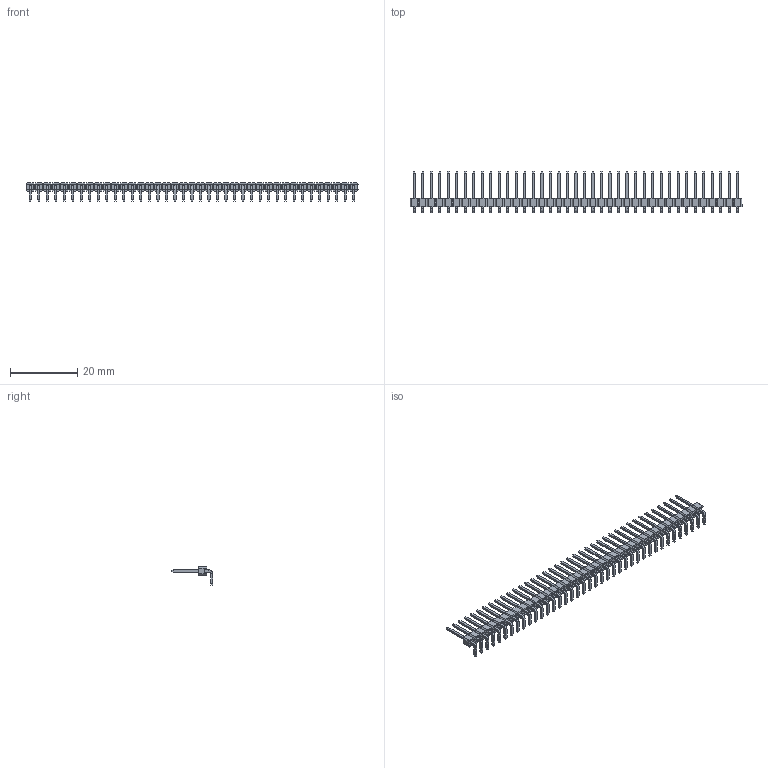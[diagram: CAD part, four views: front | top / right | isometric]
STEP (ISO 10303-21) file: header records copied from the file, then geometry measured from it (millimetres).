
FILE_DESCRIPTION (( 'STEP AP214' ), '1' );
FILE_NAME ('1x39 Male Pin Header Angle.STEP', '2021-11-12T11:22:02', ( 'M.B.I.' ), ( '' ), 'SwSTEP 2.0', '', '' );
FILE_SCHEMA (( 'AUTOMOTIVE_DESIGN' ));
Length unit declared in the file: millimetre
Products named in the file (1): 1x39 Male Pin Header Angle
Bounding box: 99.06 x 12.36 x 5.5 mm (x, y, z)
Volume: 718.6 mm3; surface area: 3038.3 mm2
Topology: 59 solids, 59 shells, 1954 faces, 4726 edges, 2890 vertices
Faces by surface type: plane 1876, cylinder 78
Entity records: 55602 total; most frequent: CARTESIAN_POINT 9571, ORIENTED_EDGE 9452, DIRECTION 8792, EDGE_CURVE 4726, LINE 4570, VECTOR 4570, VERTEX_POINT 2890, AXIS2_PLACEMENT_3D 2111
